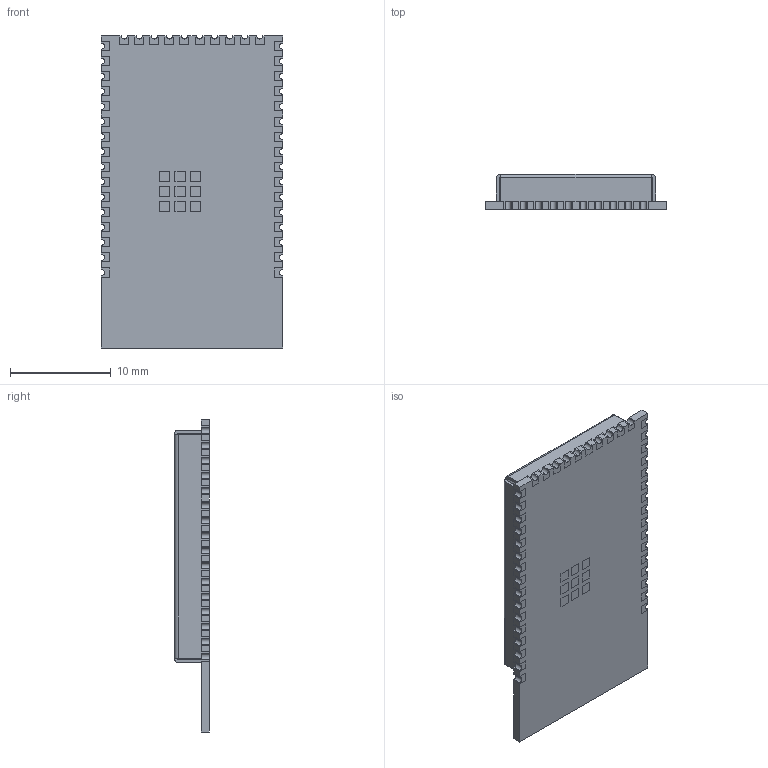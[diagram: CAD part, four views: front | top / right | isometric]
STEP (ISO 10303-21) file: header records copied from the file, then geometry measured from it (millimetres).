
FILE_DESCRIPTION (( 'STEP AP214' ), '1' );
FILE_NAME ('ESP32-S2-WROOM(M22S2H3200PS3Q0).STEP', '2024-07-29T07:14:48', ( '' ), ( '' ), 'SwSTEP 2.0', 'SolidWorks 2022', '' );
FILE_SCHEMA (( 'AUTOMOTIVE_DESIGN' ));
Length unit declared in the file: millimetre
Products named in the file (1): ESP32-S2-WROOM(M22S2H3200PS3Q0)
Bounding box: 18 x 3.45 x 31 mm (x, y, z)
Volume: 592.4 mm3; surface area: 2509.7 mm2
Topology: 54 solids, 54 shells, 890 faces, 2312 edges, 1540 vertices
Faces by surface type: plane 828, cylinder 62
Entity records: 27798 total; most frequent: CARTESIAN_POINT 4743, ORIENTED_EDGE 4624, DIRECTION 4218, EDGE_CURVE 2312, VECTOR 2188, LINE 2188, VERTEX_POINT 1540, AXIS2_PLACEMENT_3D 1015
